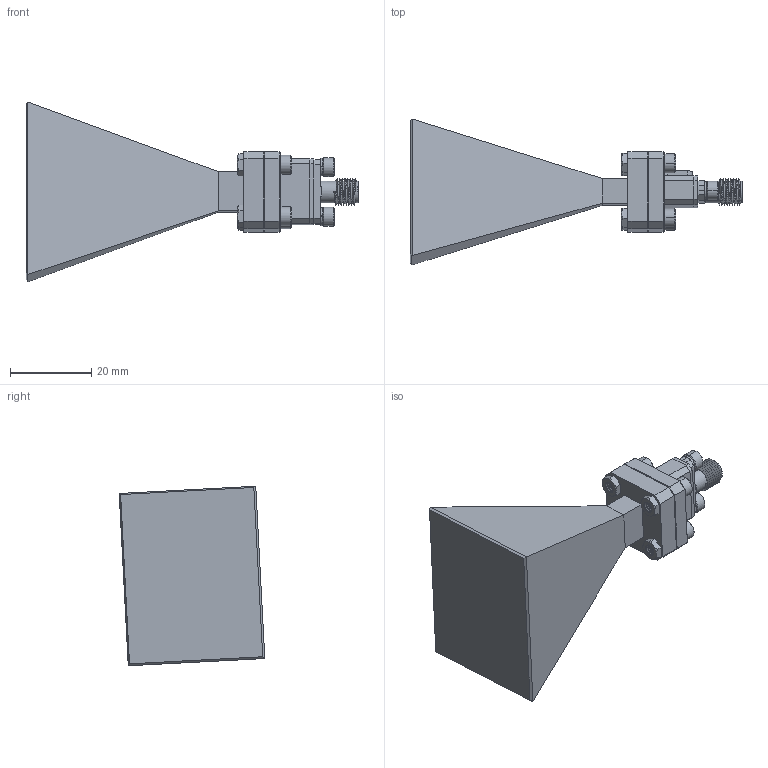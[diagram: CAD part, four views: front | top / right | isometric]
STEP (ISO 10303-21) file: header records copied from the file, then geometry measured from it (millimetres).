
FILE_DESCRIPTION (( 'STEP AP203' ), '1' );
FILE_NAME ('SAR-2013-282F-E2.STEP', '2020-01-21T00:17:33', ( '' ), ( '' ), 'SwSTEP 2.0', 'SolidWorks 2020', '' );
FILE_SCHEMA (( 'CONFIG_CONTROL_DESIGN' ));
Length unit declared in the file: inch
Products named in the file (1): SAR-2013-282F-E2
Bounding box: 81.66 x 35.83 x 44.16 mm (x, y, z)
Volume: 33259 mm3; surface area: 10526.4 mm2
Topology: 19 solids, 19 shells, 592 faces, 1278 edges, 732 vertices
Faces by surface type: plane 245, cone 207, cylinder 136, bspline 4
Entity records: 16753 total; most frequent: CARTESIAN_POINT 3922, DIRECTION 2752, ORIENTED_EDGE 2508, EDGE_CURVE 1254, AXIS2_PLACEMENT_3D 1030, VERTEX_POINT 732, LINE 692, VECTOR 692
